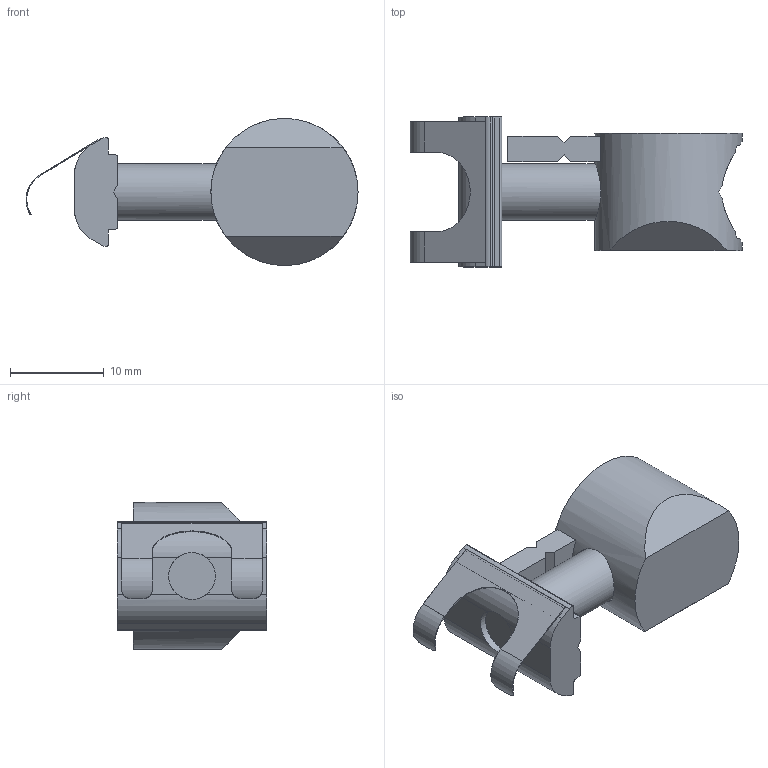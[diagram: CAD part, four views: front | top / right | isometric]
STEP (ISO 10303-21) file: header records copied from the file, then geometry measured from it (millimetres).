
FILE_DESCRIPTION(('STEP AP203'),'1');
FILE_NAME('FIXE08B1026.stp','2023-10-17T07:10:46',(' '),(' '),'Spatial InterOp 3D',' ',' ');
FILE_SCHEMA(('CONFIG_CONTROL_DESIGN'));
Length unit declared in the file: millimetre
Products named in the file (4): Fixation universelle 8 30B Zn; Ecrou coulisseau languette 8-30B M6; Vis BHC - M6x20; Noix universelle 6
Assembly tree (3 placements, depth 2):
  Fixation universelle 8 30B Zn
    Ecrou coulisseau languette 8-30B M6
    Vis BHC - M6x20
    Noix universelle 6
Bounding box: 35.44 x 16 x 15.7 mm (x, y, z)
Volume: 2852.3 mm3; surface area: 2877 mm2
Topology: 3 solids, 3 shells, 96 faces, 267 edges, 177 vertices
Faces by surface type: plane 63, cylinder 30, cone 2, sphere 1
Full cylindrical faces by diameter (mm): 5 x1, 6 x2, 6.2 x1, 15.7 x1
Entity records: 3867 total; most frequent: CARTESIAN_POINT 816, ORIENTED_EDGE 504, DIRECTION 491, EDGE_CURVE 252, VERTEX_POINT 172, AXIS2_PLACEMENT_3D 167, LINE 157, VECTOR 157
